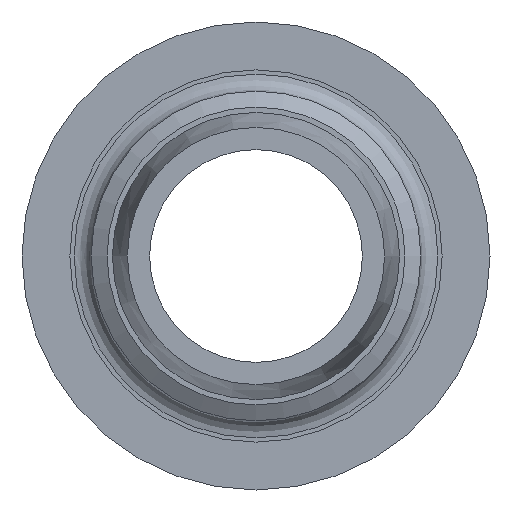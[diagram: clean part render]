
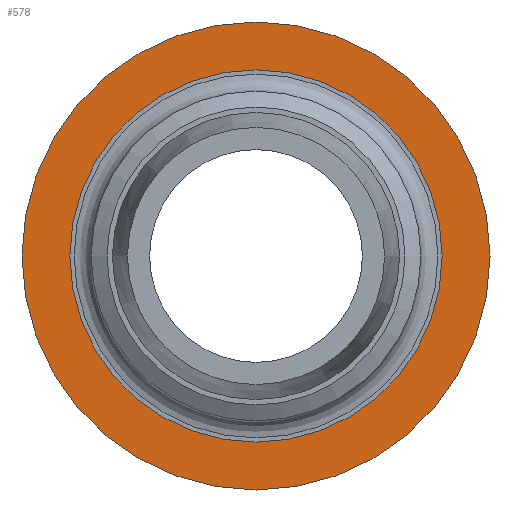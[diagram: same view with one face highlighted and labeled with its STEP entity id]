
A CAD part, left-side view. The second image highlights one B-rep face of the part: STEP entity #578.
In plain terms, the highlighted face is planar.
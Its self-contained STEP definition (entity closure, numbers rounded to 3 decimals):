
#544=CARTESIAN_POINT('',(10.,22.,0.0));
#545=VERTEX_POINT('',#544);
#546=CARTESIAN_POINT('',(10.,0.0,0.0));
#547=DIRECTION('',(1.0,0.0,0.0));
#548=DIRECTION('',(0.0,1.0,0.0));
#549=AXIS2_PLACEMENT_3D('',#546,#547,#548);
#550=CIRCLE('',#549,22.);
#551=EDGE_CURVE('',#545,#545,#550,.T.);
#559=CARTESIAN_POINT('',(10.,19.75,0.0));
#560=DIRECTION('',(1.0,0.0,0.0));
#561=DIRECTION('',(0.0,0.0,-1.0));
#562=AXIS2_PLACEMENT_3D('',#559,#560,#561);
#563=PLANE('',#562);
#564=ORIENTED_EDGE('',*,*,#551,.T.);
#565=EDGE_LOOP('',(#564));
#566=FACE_OUTER_BOUND('',#565,.T.);
#567=CARTESIAN_POINT('',(10.,17.5,0.0));
#568=VERTEX_POINT('',#567);
#569=CARTESIAN_POINT('',(10.,0.0,0.0));
#570=DIRECTION('',(1.0,0.0,0.0));
#571=DIRECTION('',(0.0,1.0,0.0));
#572=AXIS2_PLACEMENT_3D('',#569,#570,#571);
#573=CIRCLE('',#572,17.5);
#574=EDGE_CURVE('',#568,#568,#573,.T.);
#575=ORIENTED_EDGE('',*,*,#574,.F.);
#576=EDGE_LOOP('',(#575));
#577=FACE_BOUND('',#576,.T.);
#578=ADVANCED_FACE('',(#566,#577),#563,.T.);
